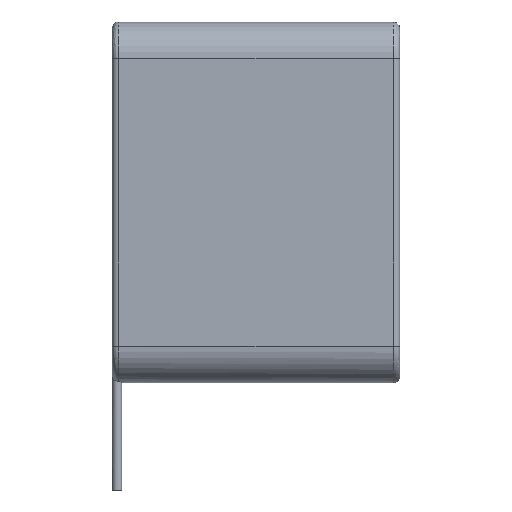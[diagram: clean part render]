
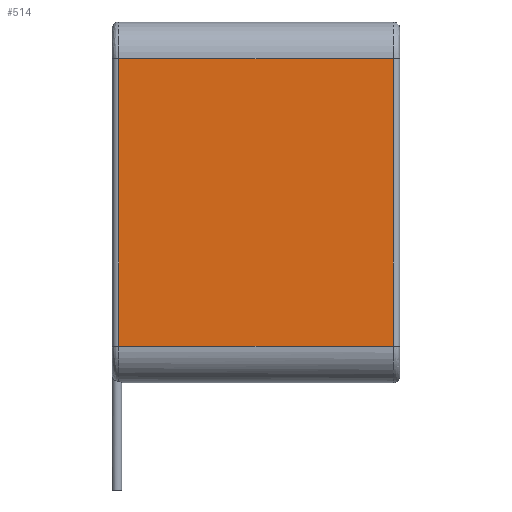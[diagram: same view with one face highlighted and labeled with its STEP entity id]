
A CAD part, front view. The second image highlights one B-rep face of the part: STEP entity #514.
In plain terms, the highlighted planar face has unit normal (0, -1, 0).
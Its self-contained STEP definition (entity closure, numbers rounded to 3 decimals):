
#68 = EDGE_CURVE ( 'NONE', #451, #1057, #629, .T. ) ;
#95 = CARTESIAN_POINT ( 'NONE',  ( -43.25, -11.5, -45.25 ) ) ;
#140 = CARTESIAN_POINT ( 'NONE',  ( 0., -11.5, 45.25 ) ) ;
#155 = DIRECTION ( 'NONE',  ( 0., 0., -1. ) ) ;
#168 = DIRECTION ( 'NONE',  ( -1., 0., 0. ) ) ;
#268 = ORIENTED_EDGE ( 'NONE', *, *, #1273, .F. ) ;
#281 = EDGE_CURVE ( 'NONE', #967, #1057, #752, .T. ) ;
#349 = VECTOR ( 'NONE', #860, 1000. ) ;
#451 = VERTEX_POINT ( 'NONE', #1401 ) ;
#470 = VECTOR ( 'NONE', #168, 1000. ) ;
#510 = AXIS2_PLACEMENT_3D ( 'NONE', #847, #601, #155 ) ;
#514 = ADVANCED_FACE ( 'NONE', ( #651 ), #723, .T. ) ;
#515 = CARTESIAN_POINT ( 'NONE',  ( 0., -11.5, -45.25 ) ) ;
#601 = DIRECTION ( 'NONE',  ( 0., -1., 0. ) ) ;
#626 = VECTOR ( 'NONE', #1184, 1000. ) ;
#629 = LINE ( 'NONE', #515, #470 ) ;
#651 = FACE_OUTER_BOUND ( 'NONE', #936, .T. ) ;
#660 = LINE ( 'NONE', #140, #349 ) ;
#697 = EDGE_CURVE ( 'NONE', #451, #1403, #859, .T. ) ;
#723 = PLANE ( 'NONE',  #510 ) ;
#752 = LINE ( 'NONE', #804, #1376 ) ;
#804 = CARTESIAN_POINT ( 'NONE',  ( -43.25, -11.5, 45.25 ) ) ;
#847 = CARTESIAN_POINT ( 'NONE',  ( 0., -11.5, 45.25 ) ) ;
#859 = LINE ( 'NONE', #1302, #626 ) ;
#860 = DIRECTION ( 'NONE',  ( 1., 0., 0. ) ) ;
#879 = ORIENTED_EDGE ( 'NONE', *, *, #281, .T. ) ;
#898 = CARTESIAN_POINT ( 'NONE',  ( -43.25, -11.5, 45.25 ) ) ;
#936 = EDGE_LOOP ( 'NONE', ( #1485, #268, #879, #1044 ) ) ;
#967 = VERTEX_POINT ( 'NONE', #898 ) ;
#1044 = ORIENTED_EDGE ( 'NONE', *, *, #68, .F. ) ;
#1057 = VERTEX_POINT ( 'NONE', #95 ) ;
#1184 = DIRECTION ( 'NONE',  ( 0., 0., 1. ) ) ;
#1273 = EDGE_CURVE ( 'NONE', #967, #1403, #660, .T. ) ;
#1302 = CARTESIAN_POINT ( 'NONE',  ( 43.25, -11.5, 45.25 ) ) ;
#1348 = CARTESIAN_POINT ( 'NONE',  ( 43.25, -11.5, 45.25 ) ) ;
#1376 = VECTOR ( 'NONE', #1389, 1000. ) ;
#1389 = DIRECTION ( 'NONE',  ( 0., 0., -1. ) ) ;
#1401 = CARTESIAN_POINT ( 'NONE',  ( 43.25, -11.5, -45.25 ) ) ;
#1403 = VERTEX_POINT ( 'NONE', #1348 ) ;
#1485 = ORIENTED_EDGE ( 'NONE', *, *, #697, .T. ) ;
